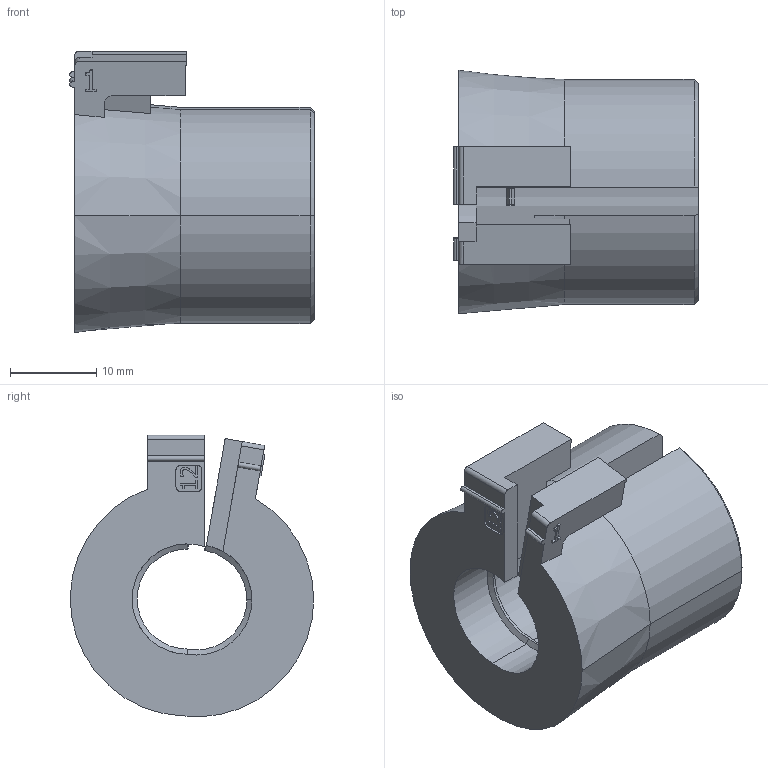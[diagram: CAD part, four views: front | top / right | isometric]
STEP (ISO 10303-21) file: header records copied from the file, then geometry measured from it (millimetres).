
FILE_DESCRIPTION (( 'STEP AP203' ), '1' );
FILE_NAME ('568355.step', '2019-11-21T17:34:31', ( '' ), ( '' ), 'SwSTEP 2.0', 'SolidWorks 2019', '' );
FILE_SCHEMA (( 'CONFIG_CONTROL_DESIGN' ));
Length unit declared in the file: inch
Products named in the file (1): 568355
Bounding box: 28.4 x 28.25 x 32.66 mm (x, y, z)
Volume: 11107.5 mm3; surface area: 5042.8 mm2
Topology: 1 solids, 1 shells, 131 faces, 352 edges, 227 vertices
Faces by surface type: plane 77, cylinder 29, bspline 13, cone 12
Entity records: 4264 total; most frequent: CARTESIAN_POINT 1026, ORIENTED_EDGE 704, DIRECTION 581, EDGE_CURVE 352, LINE 245, VECTOR 245, VERTEX_POINT 227, AXIS2_PLACEMENT_3D 168
